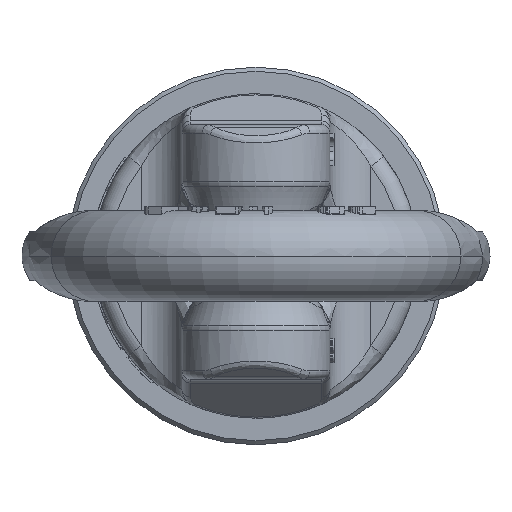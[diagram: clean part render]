
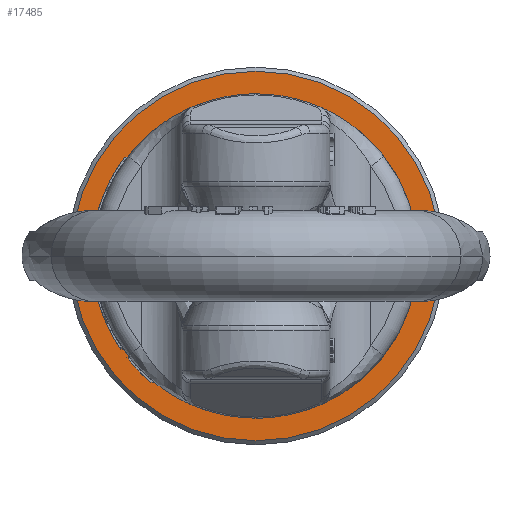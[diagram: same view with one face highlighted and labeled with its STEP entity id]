
A CAD part, left-side view. The second image highlights one B-rep face of the part: STEP entity #17485.
In plain terms, the highlighted face is planar.
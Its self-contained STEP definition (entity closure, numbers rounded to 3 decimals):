
#17358=CARTESIAN_POINT('',(0.,0.,0.));
#17359=DIRECTION('',(0.,0.,-1.));
#17360=DIRECTION('',(1.,0.,0.));
#17361=AXIS2_PLACEMENT_3D('',#17358,#17359,#17360);
#17363=CARTESIAN_POINT('',(0.,0.,0.));
#17364=DIRECTION('',(0.,0.,-1.));
#17365=DIRECTION('',(-1.,0.,0.));
#17366=AXIS2_PLACEMENT_3D('',#17363,#17364,#17365);
#17458=CARTESIAN_POINT('',(22.5,0.,0.));
#17459=CARTESIAN_POINT('',(-22.5,0.,0.));
#17460=VERTEX_POINT('',#17458);
#17461=VERTEX_POINT('',#17459);
#17474=CARTESIAN_POINT('',(0.,0.,0.));
#17475=DIRECTION('',(0.,0.,1.));
#17476=DIRECTION('',(1.,0.,0.));
#17477=AXIS2_PLACEMENT_3D('',#17474,#17475,#17476);
#17478=PLANE('',#17477);
#17480=ORIENTED_EDGE('',*,*,#17479,.F.);
#17482=ORIENTED_EDGE('',*,*,#17481,.F.);
#17483=EDGE_LOOP('',(#17480,#17482));
#17484=FACE_OUTER_BOUND('',#17483,.F.);
#17485=ADVANCED_FACE('',(#17484),#17478,.F.);
#17362=CIRCLE('',#17361,22.5);
#17367=CIRCLE('',#17366,22.5);
#17479=EDGE_CURVE('',#17460,#17461,#17362,.T.);
#17481=EDGE_CURVE('',#17461,#17460,#17367,.T.);
